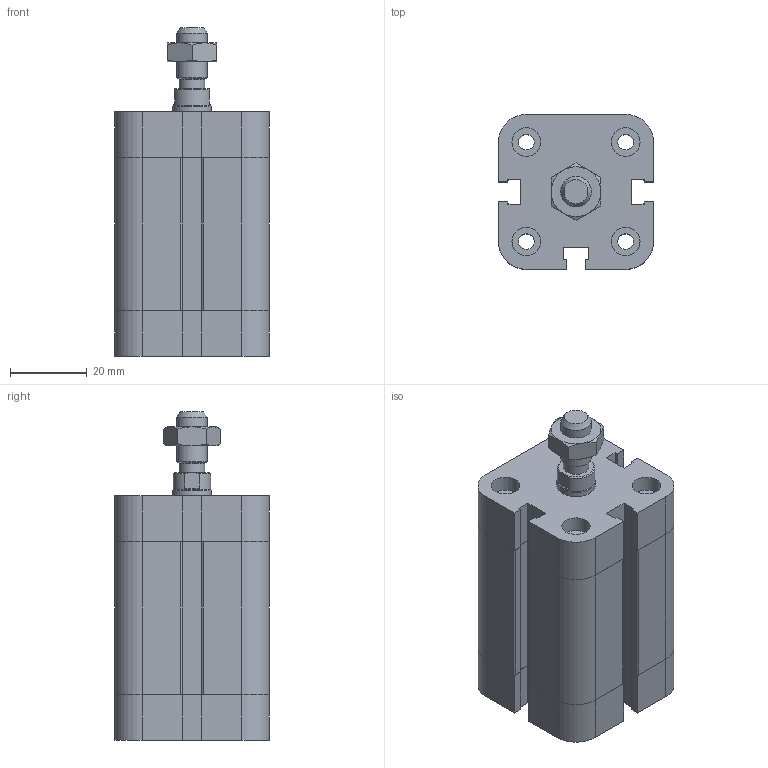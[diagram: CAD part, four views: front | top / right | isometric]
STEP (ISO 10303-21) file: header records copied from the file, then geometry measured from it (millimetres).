
FILE_DESCRIPTION((''),'2;1');
FILE_NAME('155#_25_0025_02_#-01.iam.step','2011-03-29T10:49:11',(''),(''),'Autodesk Inventor 2011','Autodesk Inventor 2011','');
FILE_SCHEMA(('AUTOMOTIVE_DESIGN { 1 0 10303 214 1 1 1 1 }'));
Length unit declared in the file: millimetre
Products named in the file (6): 155#_25_0025_02_#-01; 1525_502; 1540_503_25_0025; 1540_531_25_0025; 1525_501; 1200_20_06
Assembly tree (5 placements, depth 2):
  155#_25_0025_02_#-01
    1525_502
    1540_503_25_0025
    1540_531_25_0025
    1525_501
    1200_20_06
Bounding box: 40.5 x 40.5 x 86 mm (x, y, z)
Volume: 82102.9 mm3; surface area: 31585.4 mm2
Topology: 5 solids, 5 shells, 215 faces, 552 edges, 362 vertices
Faces by surface type: plane 127, cylinder 69, cone 19
Full cylindrical faces by diameter (mm): 4.1 x12, 4.2 x2, 4.5 x2, 6.7 x1, 6.75 x1, 7.5 x8, 8 x1, 9 x1, 9.8 x1, 10 x2, 25 x2
Entity records: 6655 total; most frequent: CARTESIAN_POINT 1150, DIRECTION 1098, ORIENTED_EDGE 1020, EDGE_CURVE 510, AXIS2_PLACEMENT_3D 390, VERTEX_POINT 358, VECTOR 318, LINE 318
